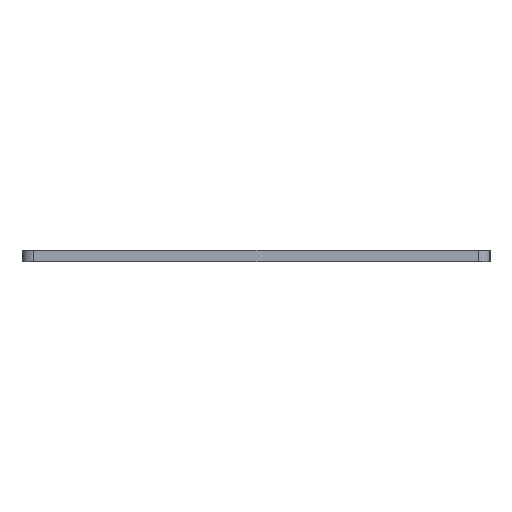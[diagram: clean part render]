
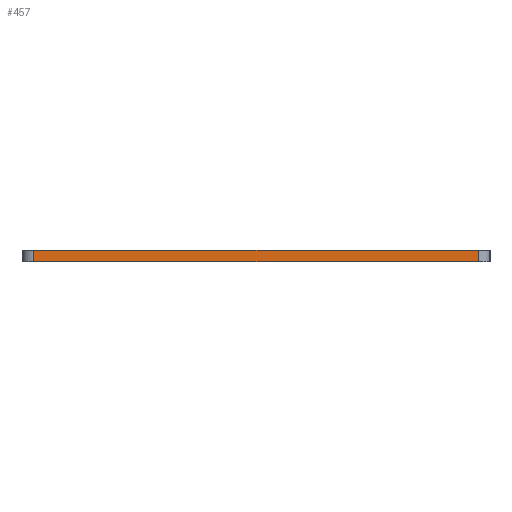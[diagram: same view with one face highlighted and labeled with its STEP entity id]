
A CAD part, left-side view. The second image highlights one B-rep face of the part: STEP entity #457.
In plain terms, the highlighted planar face has unit normal (-1, 0, 0).
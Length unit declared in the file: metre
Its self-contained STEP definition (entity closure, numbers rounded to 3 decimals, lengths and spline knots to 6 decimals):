
#457=ADVANCED_FACE('',(#1139),#1140,.T.);
#1139=FACE_OUTER_BOUND('',#1818,.T.);
#1140=PLANE('',#1819);
#1818=EDGE_LOOP('',(#3124,#3125,#3126,#3127));
#1819=AXIS2_PLACEMENT_3D('',#3128,#3129,#3130);
#3124=ORIENTED_EDGE('',*,*,#3320,.T.);
#3125=ORIENTED_EDGE('',*,*,#3560,.T.);
#3126=ORIENTED_EDGE('',*,*,#3525,.T.);
#3127=ORIENTED_EDGE('',*,*,#3562,.T.);
#3128=CARTESIAN_POINT('',(-0.2175,0.0,-0.001));
#3129=DIRECTION('',(-1.0,0.0,0.0));
#3130=DIRECTION('',(0.0,0.,-1.0));
#3320=EDGE_CURVE('',#3976,#3974,#3977,.T.);
#3525=EDGE_CURVE('',#4329,#4327,#4330,.T.);
#3560=EDGE_CURVE('',#3974,#4329,#4375,.T.);
#3562=EDGE_CURVE('',#4327,#3976,#4377,.F.);
#3974=VERTEX_POINT('',#4828);
#3976=VERTEX_POINT('',#4830);
#3977=LINE('',#4831,#4832);
#4327=VERTEX_POINT('',#5252);
#4329=VERTEX_POINT('',#5254);
#4330=LINE('',#5255,#5256);
#4375=LINE('',#5314,#5315);
#4377=LINE('',#5317,#5318);
#4828=CARTESIAN_POINT('',(-0.2175,0.038,0.));
#4830=CARTESIAN_POINT('',(-0.2175,-0.038,0.));
#4831=CARTESIAN_POINT('',(-0.2175,0.0,0.));
#4832=VECTOR('',#5827,1.0);
#5252=CARTESIAN_POINT('',(-0.2175,-0.038,-0.002));
#5254=CARTESIAN_POINT('',(-0.2175,0.038,-0.002));
#5255=CARTESIAN_POINT('',(-0.2175,0.0,-0.002));
#5256=VECTOR('',#6195,1.0);
#5314=CARTESIAN_POINT('',(-0.2175,0.038,-0.001));
#5315=VECTOR('',#6242,1.0);
#5317=CARTESIAN_POINT('',(-0.2175,-0.038,-0.001));
#5318=VECTOR('',#6243,1.0);
#5827=DIRECTION('',(0.0,1.0,0.));
#6195=DIRECTION('',(-0.0,-1.0,0.));
#6242=DIRECTION('',(0.0,0.,-1.0));
#6243=DIRECTION('',(0.0,0.,-1.0));
